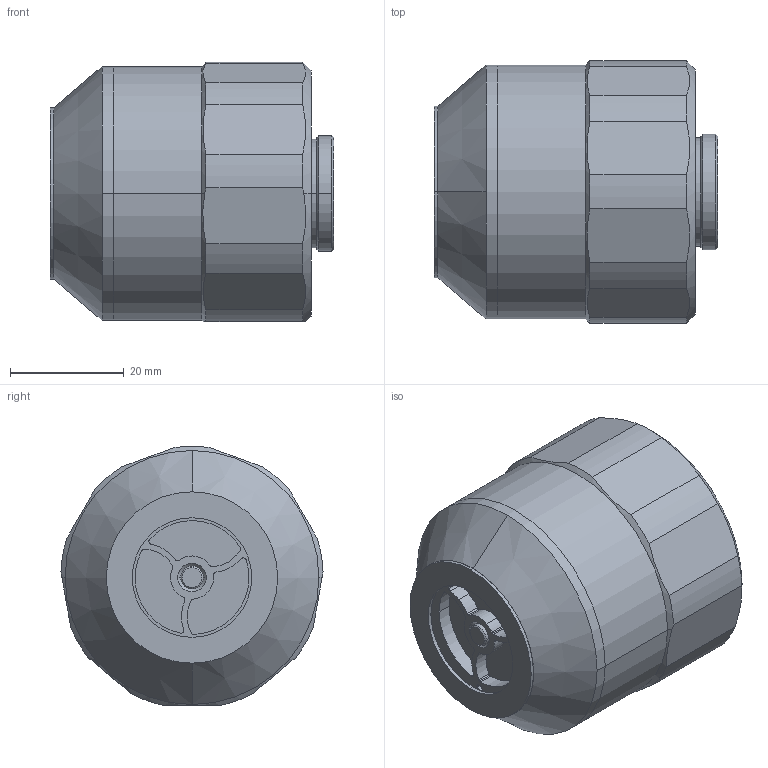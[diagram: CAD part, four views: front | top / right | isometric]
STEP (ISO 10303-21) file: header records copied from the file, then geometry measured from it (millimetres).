
FILE_DESCRIPTION (( 'STEP AP203' ), '1' );
FILE_NAME ('59886.step', '2012-01-03T18:33:26', ( 'EO' ), ( 'EO' ), 'SwSTEP 2.0', 'SolidWorks 2011', '' );
FILE_SCHEMA (( 'CONFIG_CONTROL_DESIGN' ));
Length unit declared in the file: millimetre
Products named in the file (1): 59886
Bounding box: 49.88 x 46.05 x 45.53 mm (x, y, z)
Volume: 66643.3 mm3; surface area: 13256.6 mm2
Topology: 2 solids, 4 shells, 139 faces, 335 edges, 216 vertices
Faces by surface type: cylinder 84, plane 29, cone 24, torus 2
Entity records: 4190 total; most frequent: DIRECTION 789, CARTESIAN_POINT 735, ORIENTED_EDGE 670, AXIS2_PLACEMENT_3D 336, EDGE_CURVE 335, VERTEX_POINT 216, CIRCLE 196, EDGE_LOOP 157
